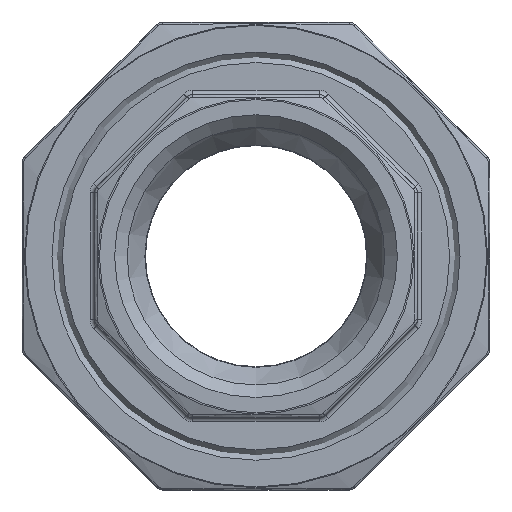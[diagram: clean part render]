
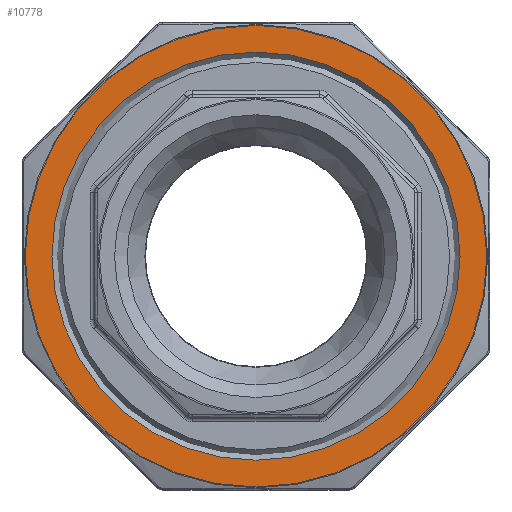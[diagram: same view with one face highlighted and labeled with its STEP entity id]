
A CAD part, left-side view. The second image highlights one B-rep face of the part: STEP entity #10778.
In plain terms, the highlighted planar face has unit normal (-1, 0, 0).
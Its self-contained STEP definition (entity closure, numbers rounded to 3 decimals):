
#686 = CARTESIAN_POINT ( 'NONE',  ( -11.5, 0., 0. ) ) ;
#1461 = EDGE_LOOP ( 'NONE', ( #15630 ) ) ;
#1956 = AXIS2_PLACEMENT_3D ( 'NONE', #12836, #9780, #15768 ) ;
#2731 = DIRECTION ( 'NONE',  ( -1., 0., 0. ) ) ;
#3890 = ORIENTED_EDGE ( 'NONE', *, *, #10147, .T. ) ;
#4067 = PLANE ( 'NONE',  #13881 ) ;
#4091 = EDGE_LOOP ( 'NONE', ( #3890 ) ) ;
#6320 = CARTESIAN_POINT ( 'NONE',  ( -11.5, 0., 27.147 ) ) ;
#7360 = VERTEX_POINT ( 'NONE', #9178 ) ;
#9178 = CARTESIAN_POINT ( 'NONE',  ( -11.5, 0., -24. ) ) ;
#9563 = CIRCLE ( 'NONE', #1956, 24. ) ;
#9683 = FACE_BOUND ( 'NONE', #4091, .T. ) ;
#9780 = DIRECTION ( 'NONE',  ( 1., 0., 0. ) ) ;
#9872 = FACE_OUTER_BOUND ( 'NONE', #1461, .T. ) ;
#10147 = EDGE_CURVE ( 'NONE', #7360, #7360, #9563, .T. ) ;
#10617 = AXIS2_PLACEMENT_3D ( 'NONE', #686, #18133, #15244 ) ;
#10778 = ADVANCED_FACE ( 'NONE', ( #9872, #9683 ), #4067, .T. ) ;
#12239 = VERTEX_POINT ( 'NONE', #6320 ) ;
#12836 = CARTESIAN_POINT ( 'NONE',  ( -11.5, 0., 0. ) ) ;
#13881 = AXIS2_PLACEMENT_3D ( 'NONE', #15770, #2731, #16914 ) ;
#15244 = DIRECTION ( 'NONE',  ( 0., 0., 1. ) ) ;
#15630 = ORIENTED_EDGE ( 'NONE', *, *, #18340, .T. ) ;
#15768 = DIRECTION ( 'NONE',  ( 0., 0., -1. ) ) ;
#15770 = CARTESIAN_POINT ( 'NONE',  ( -11.5, 37.92, 0. ) ) ;
#16914 = DIRECTION ( 'NONE',  ( 0., 0., 1. ) ) ;
#18133 = DIRECTION ( 'NONE',  ( -1., 0., 0. ) ) ;
#18340 = EDGE_CURVE ( 'NONE', #12239, #12239, #18528, .T. ) ;
#18528 = CIRCLE ( 'NONE', #10617, 27.147 ) ;
